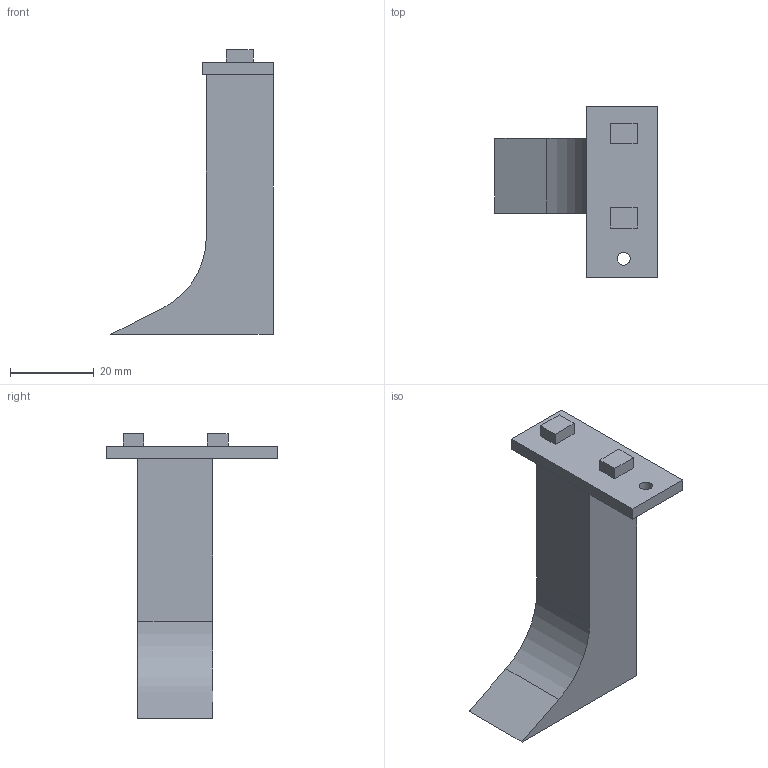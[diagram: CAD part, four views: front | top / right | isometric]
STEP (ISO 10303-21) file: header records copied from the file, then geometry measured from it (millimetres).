
FILE_DESCRIPTION(('HOOPS Exchange Step'),'2;1');
FILE_NAME('temp_export','2024-07-07T09:52:40-14:00',('bjonk'),('Shapr3D Limited'),'HOOPS Exchange 2024.2','Shapr3D','Authorized');
FILE_SCHEMA( ('AUTOMOTIVE_DESIGN { 1 0 10303 214 1 1 1 1 }') );
Length unit declared in the file: millimetre
Products named in the file (3): Euclid Mount; My variations; root
Assembly tree (2 placements, depth 3):
  root
    My variations
      Euclid Mount
Bounding box: 38.84 x 41 x 68.09 mm (x, y, z)
Volume: 22644.5 mm3; surface area: 7193.5 mm2
Topology: 1 solids, 1 shells, 28 faces, 67 edges, 45 vertices
Faces by surface type: plane 24, cylinder 4
Full cylindrical faces by diameter (mm): 3.1 x1, 5 x2
Entity records: 874 total; most frequent: CARTESIAN_POINT 143, DIRECTION 138, ORIENTED_EDGE 134, EDGE_CURVE 67, VECTOR 58, LINE 58, VERTEX_POINT 45, AXIS2_PLACEMENT_3D 40
